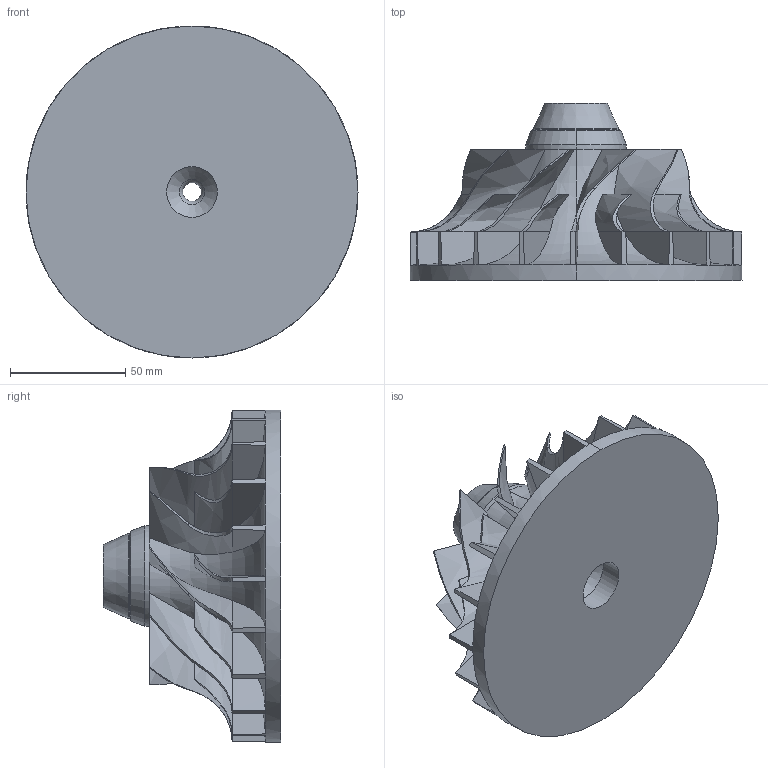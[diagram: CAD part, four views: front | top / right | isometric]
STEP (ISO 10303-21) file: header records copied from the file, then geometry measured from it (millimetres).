
FILE_DESCRIPTION(('HOOPS Exchange Step'),'2;1');
FILE_NAME('export-3D457B63-DFBD-4B70-A448-2F70FD98D9D0.stp','2019-10-22T23:37:20+02:00',('juwi'),('Alibre'),'HOOPS Exchange 2019.2','Alibre','Unknown authorisation');
FILE_SCHEMA( ('AP242_MANAGED_MODEL_BASED_3D_ENGINEERING_MIM_LF {1 0 10303 442 1 1 4 }') );
Length unit declared in the file: millimetre
Products named in the file (1): IMPELLER
Bounding box: 144 x 76.8 x 144 mm (x, y, z)
Volume: 339802.4 mm3; surface area: 90058.8 mm2
Topology: 1 solids, 1 shells, 203 faces, 511 edges, 310 vertices
Faces by surface type: bspline 80, plane 42, torus 37, cylinder 28, cone 16
Full cylindrical faces by diameter (mm): 8 x1, 22 x1
Entity records: 15490 total; most frequent: CARTESIAN_POINT 11510, ORIENTED_EDGE 1022, DIRECTION 520, EDGE_CURVE 511, B_SPLINE_CURVE_WITH_KNOTS 329, VERTEX_POINT 310, AXIS2_PLACEMENT_3D 233, EDGE_LOOP 205
